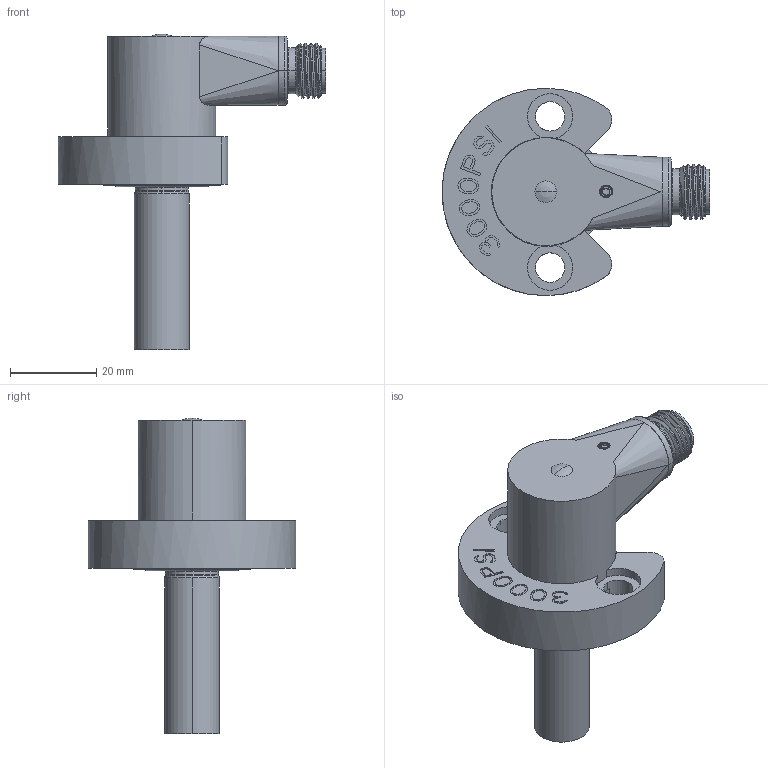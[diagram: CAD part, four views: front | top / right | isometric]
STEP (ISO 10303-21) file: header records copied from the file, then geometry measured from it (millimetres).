
FILE_DESCRIPTION((''),'2;1');
FILE_NAME('NJ2_D_1500_V12','2015-03-02T',('dburns'),(''),'PRO/ENGINEER BY PARAMETRIC TECHNOLOGY CORPORATION, 2014430','PRO/ENGINEER BY PARAMETRIC TECHNOLOGY CORPORATION, 2014430','');
FILE_SCHEMA(('CONFIG_CONTROL_DESIGN'));
Length unit declared in the file: millimetre
Products named in the file (1): NJ2_D_1500_V12
Bounding box: 62 x 48 x 73.1 mm (x, y, z)
Volume: 36197.8 mm3; surface area: 12553 mm2
Topology: 1 solids, 4 shells, 487 faces, 1371 edges, 907 vertices
Faces by surface type: plane 322, cylinder 84, cone 32, torus 28, bspline 13, sphere 8
Entity records: 17366 total; most frequent: CARTESIAN_POINT 4774, ORIENTED_EDGE 2732, DIRECTION 2469, EDGE_CURVE 1366, VECTOR 931, LINE 931, VERTEX_POINT 907, AXIS2_PLACEMENT_3D 769
